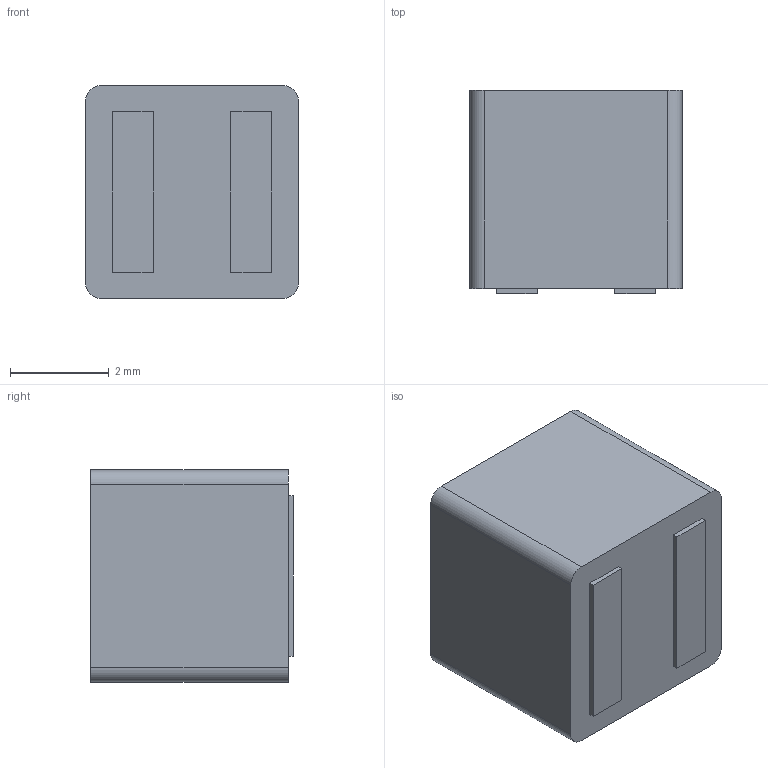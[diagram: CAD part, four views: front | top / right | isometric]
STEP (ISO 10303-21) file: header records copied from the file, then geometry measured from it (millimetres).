
FILE_DESCRIPTION(/* description */ (''),/* implementation_level */ '2;1');
FILE_NAME(/* name */ 'XGL4040.step',/* time_stamp */ '2021-12-12T15:16:36+01:00',/* author */ (''),/* organization */ (''),/* preprocessor_version */ 'ST-DEVELOPER v18.1',/* originating_system */ 'Autodesk Translation Framework v10.10.0.1391',/* authorisation */ '');
FILE_SCHEMA (('AUTOMOTIVE_DESIGN { 1 0 10303 214 3 1 1 }'));
Length unit declared in the file: millimetre
Products named in the file (1): (Unsaved)
Bounding box: 4.3 x 4.1 x 4.3 mm (x, y, z)
Volume: 74.2 mm3; surface area: 105.2 mm2
Topology: 1 solids, 1 shells, 25 faces, 111 edges, 95 vertices
Faces by surface type: plane 21, cylinder 4
Entity records: 1584 total; most frequent: CARTESIAN_POINT 671, ORIENTED_EDGE 222, EDGE_CURVE 111, DIRECTION 108, VERTEX_POINT 95, B_SPLINE_CURVE_WITH_KNOTS 63, LINE 40, VECTOR 40
